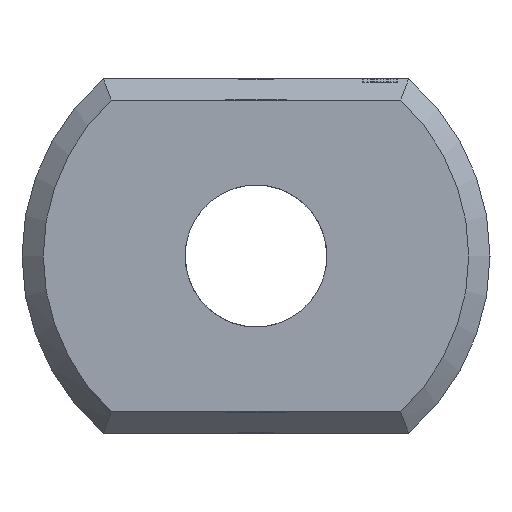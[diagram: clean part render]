
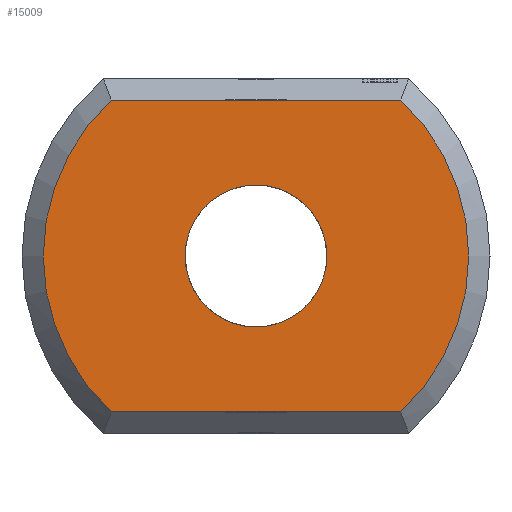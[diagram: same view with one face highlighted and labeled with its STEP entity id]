
A CAD part, left-side view. The second image highlights one B-rep face of the part: STEP entity #15009.
In plain terms, the highlighted planar face has unit normal (-1, 0, 0).
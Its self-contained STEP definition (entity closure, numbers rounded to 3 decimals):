
#3723 = VERTEX_POINT('',#3724);
#3724 = CARTESIAN_POINT('',(0.,-2.04,2.2));
#3733 = VERTEX_POINT('',#3734);
#3734 = CARTESIAN_POINT('',(0.,-2.04,-2.2));
#3741 = EDGE_CURVE('',#3723,#3733,#3742,.T.);
#3742 = CIRCLE('',#3743,3.);
#3743 = AXIS2_PLACEMENT_3D('',#3744,#3745,#3746);
#3744 = CARTESIAN_POINT('',(0.,0.,0.));
#3745 = DIRECTION('',(1.,0.,0.));
#3746 = DIRECTION('',(0.,-0.653,0.758)
  );
#4436 = VERTEX_POINT('',#4437);
#4437 = CARTESIAN_POINT('',(0.,2.04,2.2));
#4444 = EDGE_CURVE('',#3723,#4436,#4445,.T.);
#4445 = LINE('',#4446,#4447);
#4446 = CARTESIAN_POINT('',(0.,-2.154,2.2));
#4447 = VECTOR('',#4448,1.);
#4448 = DIRECTION('',(0.,1.,0.));
#15009 = ADVANCED_FACE('',(#15010,#15029),#15040,.F.);
#15010 = FACE_BOUND('',#15011,.F.);
#15011 = EDGE_LOOP('',(#15012,#15021,#15022,#15023));
#15012 = ORIENTED_EDGE('',*,*,#15013,.T.);
#15013 = EDGE_CURVE('',#15014,#4436,#15016,.T.);
#15014 = VERTEX_POINT('',#15015);
#15015 = CARTESIAN_POINT('',(0.,2.04,-2.2));
#15016 = CIRCLE('',#15017,3.);
#15017 = AXIS2_PLACEMENT_3D('',#15018,#15019,#15020);
#15018 = CARTESIAN_POINT('',(0.,0.,0.));
#15019 = DIRECTION('',(1.,0.,0.));
#15020 = DIRECTION('',(0.,0.653,-0.758)
  );
#15021 = ORIENTED_EDGE('',*,*,#4444,.F.);
#15022 = ORIENTED_EDGE('',*,*,#3741,.T.);
#15023 = ORIENTED_EDGE('',*,*,#15024,.T.);
#15024 = EDGE_CURVE('',#3733,#15014,#15025,.T.);
#15025 = LINE('',#15026,#15027);
#15026 = CARTESIAN_POINT('',(0.,-2.154,-2.2));
#15027 = VECTOR('',#15028,1.);
#15028 = DIRECTION('',(0.,1.,0.));
#15029 = FACE_BOUND('',#15030,.T.);
#15030 = EDGE_LOOP('',(#15031));
#15031 = ORIENTED_EDGE('',*,*,#15032,.T.);
#15032 = EDGE_CURVE('',#15033,#15033,#15035,.T.);
#15033 = VERTEX_POINT('',#15034);
#15034 = CARTESIAN_POINT('',(0.,1.,0.)
  );
#15035 = CIRCLE('',#15036,1.);
#15036 = AXIS2_PLACEMENT_3D('',#15037,#15038,#15039);
#15037 = CARTESIAN_POINT('',(0.,0.,0.));
#15038 = DIRECTION('',(1.,0.,0.));
#15039 = DIRECTION('',(0.,1.,0.));
#15040 = PLANE('',#15041);
#15041 = AXIS2_PLACEMENT_3D('',#15042,#15043,#15044);
#15042 = CARTESIAN_POINT('',(0.,0.,0.));
#15043 = DIRECTION('',(1.,0.,0.));
#15044 = DIRECTION('',(0.,0.,1.));
